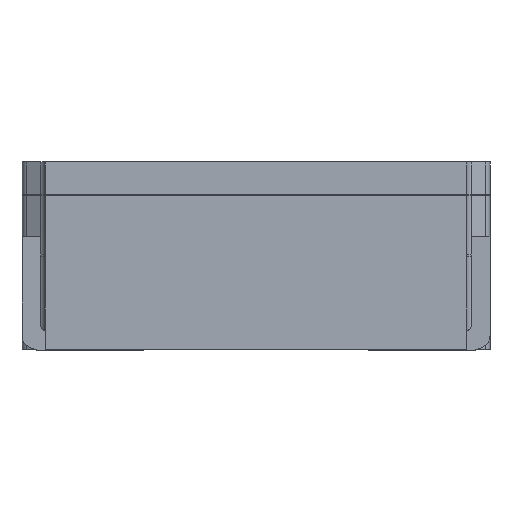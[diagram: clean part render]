
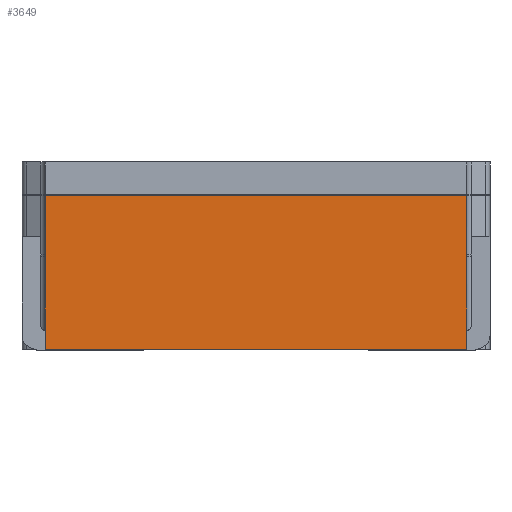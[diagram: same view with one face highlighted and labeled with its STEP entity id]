
A CAD part, front view. The second image highlights one B-rep face of the part: STEP entity #3649.
In plain terms, the highlighted planar face has unit normal (0, -1, 0).
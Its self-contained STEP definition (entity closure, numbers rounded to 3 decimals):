
#303 = EDGE_CURVE ( 'NONE', #3407, #901, #1200, .T. ) ;
#332 = CARTESIAN_POINT ( 'NONE',  ( 0., -2.5, -0.1 ) ) ;
#382 = VECTOR ( 'NONE', #1439, 1000. ) ;
#408 = EDGE_CURVE ( 'NONE', #901, #1699, #2406, .T. ) ;
#445 = EDGE_CURVE ( 'NONE', #1699, #1294, #2788, .T. ) ;
#767 = CARTESIAN_POINT ( 'NONE',  ( -2.25, -2.5, -0.1 ) ) ;
#850 = ORIENTED_EDGE ( 'NONE', *, *, #445, .F. ) ;
#901 = VERTEX_POINT ( 'NONE', #767 ) ;
#1089 = DIRECTION ( 'NONE',  ( 1., 0., 0. ) ) ;
#1200 = LINE ( 'NONE', #332, #382 ) ;
#1242 = CARTESIAN_POINT ( 'NONE',  ( -2.25, -2.5, -0.1 ) ) ;
#1294 = VERTEX_POINT ( 'NONE', #1354 ) ;
#1354 = CARTESIAN_POINT ( 'NONE',  ( 2.25, -2.5, 1.54 ) ) ;
#1439 = DIRECTION ( 'NONE',  ( -1., 0., 0. ) ) ;
#1523 = FACE_OUTER_BOUND ( 'NONE', #2673, .T. ) ;
#1594 = EDGE_CURVE ( 'NONE', #1294, #3407, #3062, .T. ) ;
#1664 = DIRECTION ( 'NONE',  ( 0., 0., -1. ) ) ;
#1683 = DIRECTION ( 'NONE',  ( 1., 0., 0. ) ) ;
#1699 = VERTEX_POINT ( 'NONE', #2081 ) ;
#1834 = CARTESIAN_POINT ( 'NONE',  ( -2.25, -2.5, 0.72 ) ) ;
#1938 = CARTESIAN_POINT ( 'NONE',  ( 0., -2.5, 1.54 ) ) ;
#2071 = DIRECTION ( 'NONE',  ( 0., 0., 1. ) ) ;
#2081 = CARTESIAN_POINT ( 'NONE',  ( -2.25, -2.5, 1.54 ) ) ;
#2085 = PLANE ( 'NONE',  #3229 ) ;
#2102 = ORIENTED_EDGE ( 'NONE', *, *, #303, .F. ) ;
#2406 = LINE ( 'NONE', #1834, #2688 ) ;
#2510 = VECTOR ( 'NONE', #1683, 1000. ) ;
#2558 = CARTESIAN_POINT ( 'NONE',  ( 2.25, -2.5, 0.72 ) ) ;
#2673 = EDGE_LOOP ( 'NONE', ( #2102, #3142, #850, #3368 ) ) ;
#2688 = VECTOR ( 'NONE', #2071, 1000. ) ;
#2788 = LINE ( 'NONE', #1938, #2510 ) ;
#3024 = CARTESIAN_POINT ( 'NONE',  ( 2.25, -2.5, -0.1 ) ) ;
#3062 = LINE ( 'NONE', #2558, #3209 ) ;
#3142 = ORIENTED_EDGE ( 'NONE', *, *, #1594, .F. ) ;
#3208 = DIRECTION ( 'NONE',  ( 0., 1., 0. ) ) ;
#3209 = VECTOR ( 'NONE', #1664, 1000. ) ;
#3229 = AXIS2_PLACEMENT_3D ( 'NONE', #1242, #3208, #1089 ) ;
#3368 = ORIENTED_EDGE ( 'NONE', *, *, #408, .F. ) ;
#3407 = VERTEX_POINT ( 'NONE', #3024 ) ;
#3649 = ADVANCED_FACE ( 'NONE', ( #1523 ), #2085, .F. ) ;
